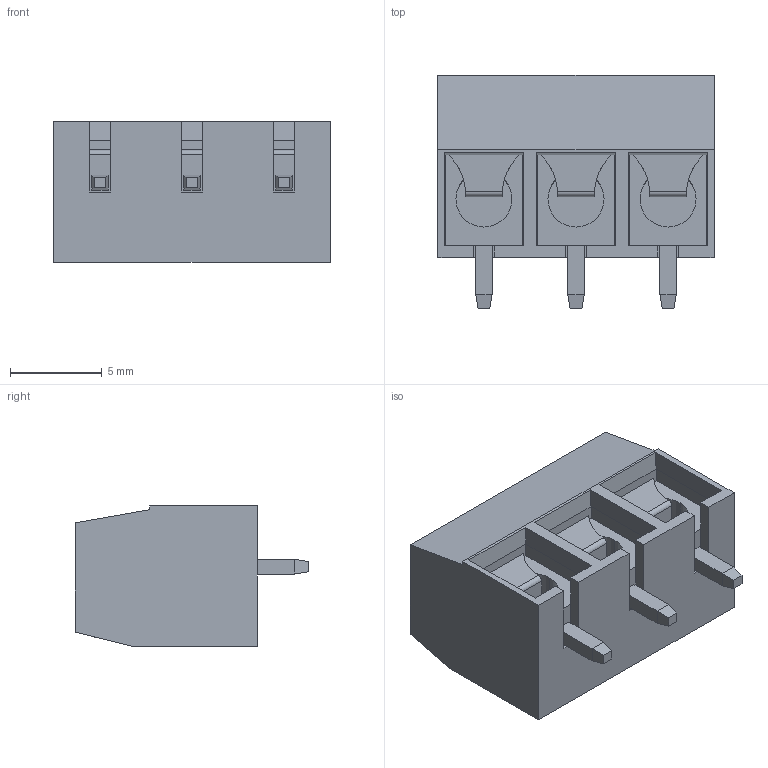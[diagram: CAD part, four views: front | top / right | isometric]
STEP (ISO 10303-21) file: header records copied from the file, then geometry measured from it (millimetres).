
FILE_DESCRIPTION((''),'2;1');
FILE_NAME('395430603','2015-02-25T',('me'),(''),'PRO/ENGINEER BY PARAMETRIC TECHNOLOGY CORPORATION, 2011490','PRO/ENGINEER BY PARAMETRIC TECHNOLOGY CORPORATION, 2011490','');
FILE_SCHEMA(('CONFIG_CONTROL_DESIGN'));
Length unit declared in the file: inch
Products named in the file (1): 395430603
Bounding box: 15.01 x 12.7 x 7.62 mm (x, y, z)
Volume: 823.2 mm3; surface area: 1278.5 mm2
Topology: 1 solids, 1 shells, 189 faces, 477 edges, 308 vertices
Faces by surface type: plane 129, cylinder 24, torus 24, cone 6, bspline 6
Entity records: 5823 total; most frequent: CARTESIAN_POINT 1247, ORIENTED_EDGE 930, DIRECTION 923, EDGE_CURVE 465, VECTOR 327, LINE 327, AXIS2_PLACEMENT_3D 298, VERTEX_POINT 290
